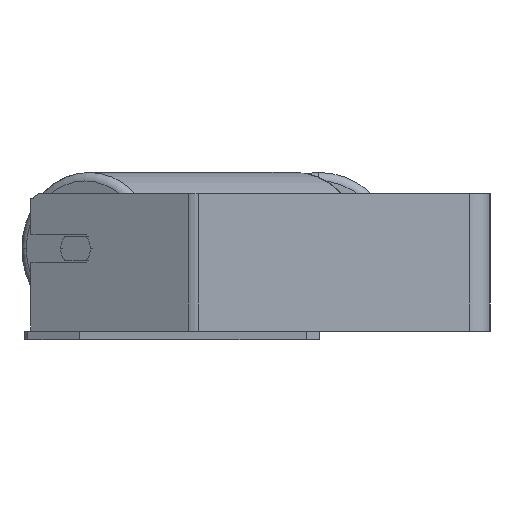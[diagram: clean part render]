
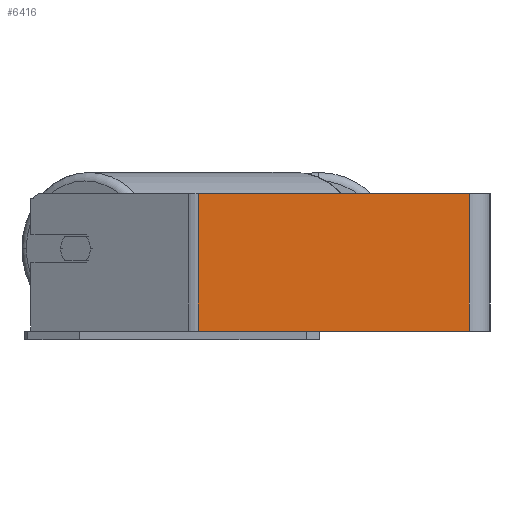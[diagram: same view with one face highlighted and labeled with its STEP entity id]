
A CAD part, left-side view. The second image highlights one B-rep face of the part: STEP entity #6416.
In plain terms, the highlighted planar face has unit normal (-1, 0, 0).
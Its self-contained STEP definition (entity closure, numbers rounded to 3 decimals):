
#69 = LINE ( 'NONE', #7641, #5611 ) ;
#229 = FACE_OUTER_BOUND ( 'NONE', #831, .T. ) ;
#384 = LINE ( 'NONE', #5891, #3535 ) ;
#423 = CARTESIAN_POINT ( 'NONE',  ( -430., 173.169, 40. ) ) ;
#477 = VECTOR ( 'NONE', #2428, 1000. ) ;
#588 = ORIENTED_EDGE ( 'NONE', *, *, #3719, .T. ) ;
#831 = EDGE_LOOP ( 'NONE', ( #6554, #5592, #1920, #588 ) ) ;
#1003 = PLANE ( 'NONE',  #7100 ) ;
#1532 = LINE ( 'NONE', #7129, #477 ) ;
#1647 = DIRECTION ( 'NONE',  ( 0., 0., -1. ) ) ;
#1920 = ORIENTED_EDGE ( 'NONE', *, *, #2806, .F. ) ;
#2234 = VERTEX_POINT ( 'NONE', #4774 ) ;
#2338 = DIRECTION ( 'NONE',  ( 0., -1., 0. ) ) ;
#2428 = DIRECTION ( 'NONE',  ( 0., -1., 0. ) ) ;
#2521 = CARTESIAN_POINT ( 'NONE',  ( -430., 169.954, -40. ) ) ;
#2806 = EDGE_CURVE ( 'NONE', #2810, #2234, #1532, .T. ) ;
#2810 = VERTEX_POINT ( 'NONE', #8752 ) ;
#2938 = VERTEX_POINT ( 'NONE', #6916 ) ;
#3535 = VECTOR ( 'NONE', #2338, 1000. ) ;
#3719 = EDGE_CURVE ( 'NONE', #2810, #7497, #5645, .T. ) ;
#3922 = EDGE_CURVE ( 'NONE', #2234, #2938, #69, .T. ) ;
#4004 = VECTOR ( 'NONE', #5684, 1000. ) ;
#4100 = DIRECTION ( 'NONE',  ( 0., 0., -1. ) ) ;
#4774 = CARTESIAN_POINT ( 'NONE',  ( -430., 12., 40. ) ) ;
#4814 = EDGE_CURVE ( 'NONE', #7497, #2938, #384, .T. ) ;
#5592 = ORIENTED_EDGE ( 'NONE', *, *, #3922, .F. ) ;
#5611 = VECTOR ( 'NONE', #4100, 1000. ) ;
#5645 = LINE ( 'NONE', #8428, #4004 ) ;
#5684 = DIRECTION ( 'NONE',  ( 0., 0., -1. ) ) ;
#5891 = CARTESIAN_POINT ( 'NONE',  ( -430., 173.169, -40. ) ) ;
#6416 = ADVANCED_FACE ( 'NONE', ( #229 ), #1003, .F. ) ;
#6554 = ORIENTED_EDGE ( 'NONE', *, *, #4814, .T. ) ;
#6916 = CARTESIAN_POINT ( 'NONE',  ( -430., 12., -40. ) ) ;
#7100 = AXIS2_PLACEMENT_3D ( 'NONE', #423, #8694, #1647 ) ;
#7129 = CARTESIAN_POINT ( 'NONE',  ( -430., 173.169, 40. ) ) ;
#7497 = VERTEX_POINT ( 'NONE', #2521 ) ;
#7641 = CARTESIAN_POINT ( 'NONE',  ( -430., 12., 40. ) ) ;
#8428 = CARTESIAN_POINT ( 'NONE',  ( -430., 169.954, 40. ) ) ;
#8694 = DIRECTION ( 'NONE',  ( 1., 0., 0. ) ) ;
#8752 = CARTESIAN_POINT ( 'NONE',  ( -430., 169.954, 40. ) ) ;
